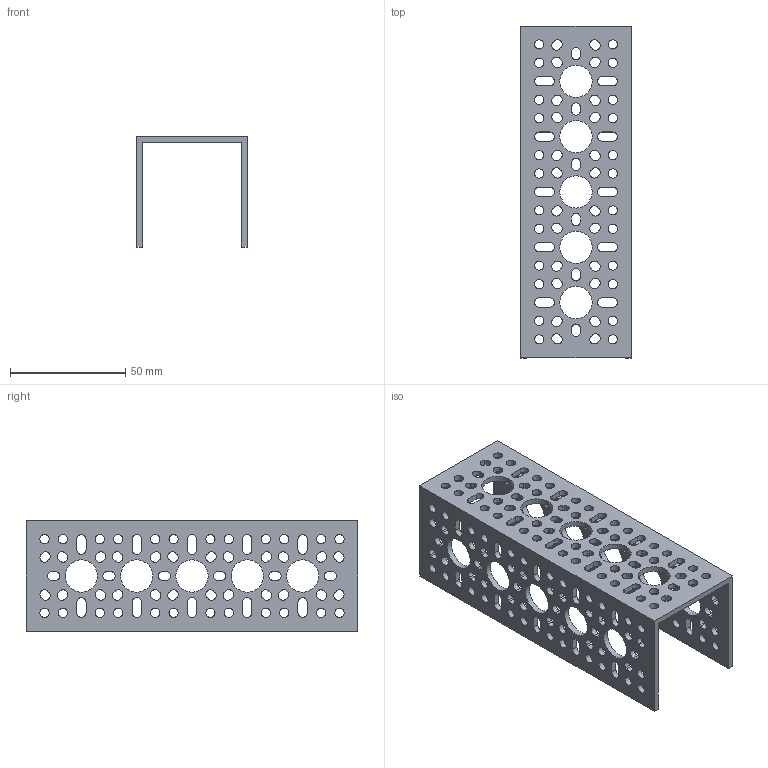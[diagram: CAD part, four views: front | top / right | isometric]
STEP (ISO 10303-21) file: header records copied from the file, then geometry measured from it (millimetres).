
FILE_DESCRIPTION(/* description */ ('STEP AP203','CAx-IF Rec.Pracs.---Representation and Presentation of Product Manufacturing Information (PMI)---4.0---2014-10-13'),/* implementation_level */ '2;1');
FILE_NAME(/* name */ '5-hole U-channel v1.step',/* time_stamp */ '2025-03-13T00:41:44-04:00',/* author */ (''),/* organization */ (''),/* preprocessor_version */ 'ST-DEVELOPER v20',/* originating_system */ 'Autodesk Translation Framework v13.20.0.188',/* authorisation */ '');
FILE_SCHEMA (('AP242_MANAGED_MODEL_BASED_3D_ENGINEERING_MIM_LF { 1 0 10303 442 1 1 4 }'));
Length unit declared in the file: millimetre
Products named in the file (1): 1100-0005-0144 rev1
Bounding box: 48 x 144 x 48 mm (x, y, z)
Volume: 36088.4 mm3; surface area: 39040.4 mm2
Topology: 1 solids, 1 shells, 577 faces, 1725 edges, 1150 vertices
Faces by surface type: cylinder 327, plane 250
Full cylindrical faces by diameter (mm): 4 x72, 14 x15
Entity records: 20514 total; most frequent: DIRECTION 3535, CARTESIAN_POINT 3453, ORIENTED_EDGE 3450, EDGE_CURVE 1725, AXIS2_PLACEMENT_3D 1232, VERTEX_POINT 1150, LINE 1071, VECTOR 1071
